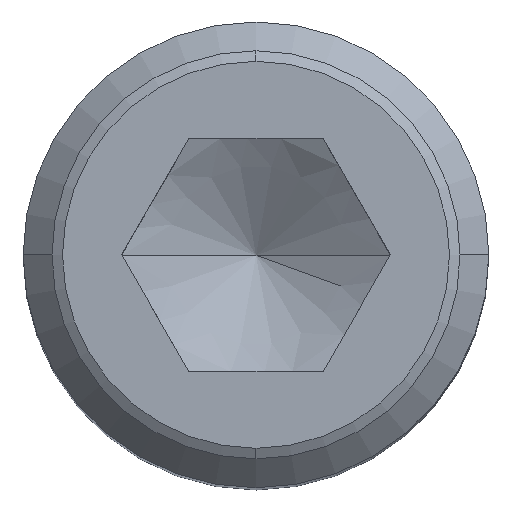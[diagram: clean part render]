
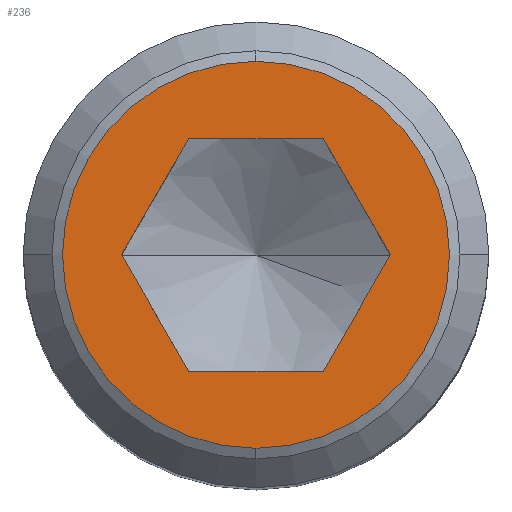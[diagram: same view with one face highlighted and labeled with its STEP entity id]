
A CAD part, top view. The second image highlights one B-rep face of the part: STEP entity #236.
In plain terms, the highlighted planar face has unit normal (0, 0, 1).
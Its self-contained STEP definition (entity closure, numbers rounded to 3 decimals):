
#168=VERTEX_POINT('',#402);
#186=EDGE_CURVE('',#338,#168,#421,.T.);
#190=EDGE_CURVE('',#310,#224,#425,.T.);
#216=EDGE_CURVE('',#224,#266,#454,.T.);
#224=VERTEX_POINT('',#465);
#230=VERTEX_POINT('',#471);
#236=ADVANCED_FACE('',(#477,#478),#479,.T.);
#246=VERTEX_POINT('',#490);
#254=EDGE_CURVE('',#266,#246,#498,.T.);
#264=EDGE_CURVE('',#246,#230,#509,.T.);
#266=VERTEX_POINT('',#511);
#280=EDGE_CURVE('',#168,#338,#525,.T.);
#298=EDGE_CURVE('',#330,#310,#544,.T.);
#310=VERTEX_POINT('',#556);
#316=EDGE_CURVE('',#230,#330,#564,.T.);
#330=VERTEX_POINT('',#579);
#338=VERTEX_POINT('',#588);
#402=CARTESIAN_POINT('',(0.,3.323,0.));
#421=CIRCLE('',#688,3.323);
#425=LINE('',#693,#694);
#454=LINE('',#750,#751);
#465=CARTESIAN_POINT('',(-1.155,2.0,0.));
#471=CARTESIAN_POINT('',(1.155,-2.0,0.));
#477=FACE_BOUND('',#786,.T.);
#478=FACE_OUTER_BOUND('',#787,.T.);
#479=PLANE('',#788);
#490=CARTESIAN_POINT('',(2.309,0.0,0.));
#498=LINE('',#813,#814);
#509=LINE('',#828,#829);
#511=CARTESIAN_POINT('',(1.155,2.0,0.));
#525=CIRCLE('',#860,3.323);
#544=LINE('',#886,#887);
#556=CARTESIAN_POINT('',(-2.309,0.0,0.));
#564=LINE('',#916,#917);
#579=CARTESIAN_POINT('',(-1.155,-2.0,0.));
#588=CARTESIAN_POINT('',(0.,-3.323,0.));
#688=AXIS2_PLACEMENT_3D('',#1043,#1044,#1045);
#693=CARTESIAN_POINT('',(-1.443,1.5,0.));
#694=VECTOR('',#1046,1.0);
#750=CARTESIAN_POINT('',(0.577,2.0,0.));
#751=VECTOR('',#1081,1.0);
#786=EDGE_LOOP('',(#1107,#1108,#1109,#1110,#1111,#1112));
#787=EDGE_LOOP('',(#1113,#1114));
#788=AXIS2_PLACEMENT_3D('',#1115,#1116,#1117);
#813=CARTESIAN_POINT('',(2.021,0.5,0.));
#814=VECTOR('',#1131,1.0);
#828=CARTESIAN_POINT('',(1.443,-1.5,0.));
#829=VECTOR('',#1141,1.0);
#860=AXIS2_PLACEMENT_3D('',#1153,#1154,#1155);
#886=CARTESIAN_POINT('',(-2.021,-0.5,0.));
#887=VECTOR('',#1173,1.0);
#916=CARTESIAN_POINT('',(-0.577,-2.0,0.));
#917=VECTOR('',#1195,1.0);
#1043=CARTESIAN_POINT('',(0.,0.,0.));
#1044=DIRECTION('',(0.0,0.0,1.0));
#1045=DIRECTION('',(0.,1.0,0.0));
#1046=DIRECTION('',(0.5,0.866,0.));
#1081=DIRECTION('',(1.0,0.0,0.0));
#1107=ORIENTED_EDGE('',*,*,#298,.T.);
#1108=ORIENTED_EDGE('',*,*,#190,.T.);
#1109=ORIENTED_EDGE('',*,*,#216,.T.);
#1110=ORIENTED_EDGE('',*,*,#254,.T.);
#1111=ORIENTED_EDGE('',*,*,#264,.T.);
#1112=ORIENTED_EDGE('',*,*,#316,.T.);
#1113=ORIENTED_EDGE('',*,*,#280,.T.);
#1114=ORIENTED_EDGE('',*,*,#186,.T.);
#1115=CARTESIAN_POINT('',(-2.855,0.,0.));
#1116=DIRECTION('',(0.0,0.0,1.0));
#1117=DIRECTION('',(-1.0,0.,0.0));
#1131=DIRECTION('',(0.5,-0.866,0.));
#1141=DIRECTION('',(-0.5,-0.866,0.));
#1153=CARTESIAN_POINT('',(0.,0.,0.));
#1154=DIRECTION('',(0.0,0.0,1.0));
#1155=DIRECTION('',(0.,1.0,0.0));
#1173=DIRECTION('',(-0.5,0.866,0.));
#1195=DIRECTION('',(-1.0,0.0,0.0));
